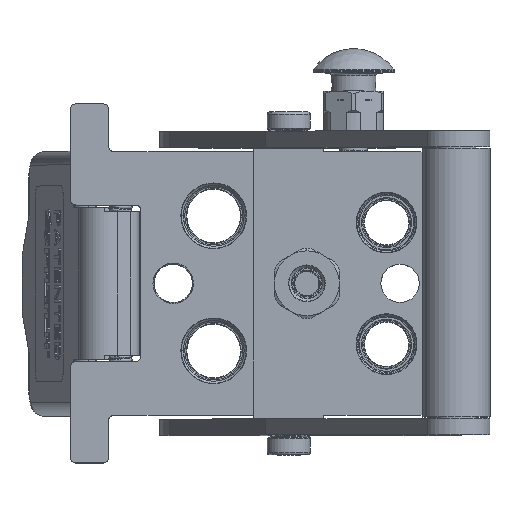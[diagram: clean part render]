
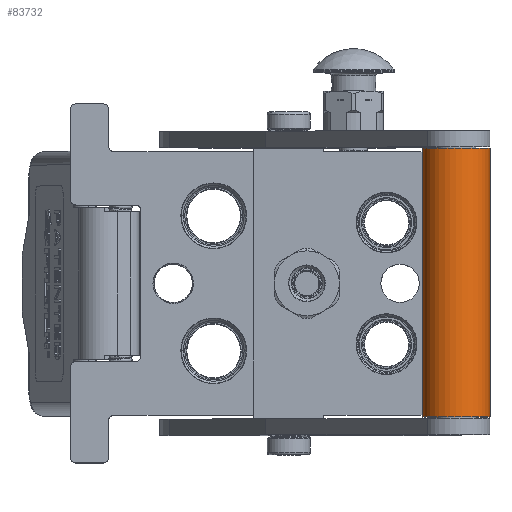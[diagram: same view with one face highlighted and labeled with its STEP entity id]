
A CAD part, top view. The second image highlights one B-rep face of the part: STEP entity #83732.
In plain terms, the highlighted cylindrical face has radius 12.5 mm (diameter 25 mm), a partial arc.
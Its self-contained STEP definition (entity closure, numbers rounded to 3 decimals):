
#7709 = DIRECTION ( 'NONE',  ( 0., 0., -1. ) ) ;
#12248 = FACE_OUTER_BOUND ( 'NONE', #41989, .T. ) ;
#12918 = ORIENTED_EDGE ( 'NONE', *, *, #39357, .T. ) ;
#13311 = CIRCLE ( 'NONE', #19134, 12.5 ) ;
#13743 = ORIENTED_EDGE ( 'NONE', *, *, #86531, .F. ) ;
#16225 = LINE ( 'NONE', #102803, #111721 ) ;
#19134 = AXIS2_PLACEMENT_3D ( 'NONE', #52352, #34367, #7709 ) ;
#21192 = CIRCLE ( 'NONE', #69125, 12.5 ) ;
#26207 = CARTESIAN_POINT ( 'NONE',  ( 104., 0., -12.5 ) ) ;
#30164 = LINE ( 'NONE', #30617, #75783 ) ;
#30232 = DIRECTION ( 'NONE',  ( -1., 0., 0. ) ) ;
#30617 = CARTESIAN_POINT ( 'NONE',  ( 104., 0., -12.5 ) ) ;
#33357 = EDGE_CURVE ( 'NONE', #107241, #85819, #16225, .T. ) ;
#34367 = DIRECTION ( 'NONE',  ( -1., 0., 0. ) ) ;
#36400 = DIRECTION ( 'NONE',  ( 0., 0., 1. ) ) ;
#39357 = EDGE_CURVE ( 'NONE', #62056, #107241, #21192, .T. ) ;
#41989 = EDGE_LOOP ( 'NONE', ( #12918, #109091, #62140, #13743 ) ) ;
#43483 = EDGE_CURVE ( 'NONE', #78837, #85819, #13311, .T. ) ;
#45163 = CARTESIAN_POINT ( 'NONE',  ( -5.425, 0., 0. ) ) ;
#52352 = CARTESIAN_POINT ( 'NONE',  ( 4.5, 0., 0. ) ) ;
#58711 = DIRECTION ( 'NONE',  ( 0., 0., -1. ) ) ;
#62056 = VERTEX_POINT ( 'NONE', #26207 ) ;
#62140 = ORIENTED_EDGE ( 'NONE', *, *, #43483, .F. ) ;
#69125 = AXIS2_PLACEMENT_3D ( 'NONE', #85442, #77457, #58711 ) ;
#75540 = CARTESIAN_POINT ( 'NONE',  ( 4.5, 0., 12.5 ) ) ;
#75783 = VECTOR ( 'NONE', #30232, 1000. ) ;
#77457 = DIRECTION ( 'NONE',  ( -1., 0., 0. ) ) ;
#78837 = VERTEX_POINT ( 'NONE', #117480 ) ;
#81843 = DIRECTION ( 'NONE',  ( -1., 0., 0. ) ) ;
#83732 = ADVANCED_FACE ( 'NONE', ( #12248 ), #102109, .T. ) ;
#85442 = CARTESIAN_POINT ( 'NONE',  ( 104., 0., 0. ) ) ;
#85819 = VERTEX_POINT ( 'NONE', #75540 ) ;
#86531 = EDGE_CURVE ( 'NONE', #62056, #78837, #30164, .T. ) ;
#94400 = DIRECTION ( 'NONE',  ( -1., 0., 0. ) ) ;
#102109 = CYLINDRICAL_SURFACE ( 'NONE', #115394, 12.5 ) ;
#102803 = CARTESIAN_POINT ( 'NONE',  ( 104., 0., 12.5 ) ) ;
#107241 = VERTEX_POINT ( 'NONE', #117478 ) ;
#109091 = ORIENTED_EDGE ( 'NONE', *, *, #33357, .T. ) ;
#111721 = VECTOR ( 'NONE', #94400, 1000. ) ;
#115394 = AXIS2_PLACEMENT_3D ( 'NONE', #45163, #81843, #36400 ) ;
#117478 = CARTESIAN_POINT ( 'NONE',  ( 104., 0., 12.5 ) ) ;
#117480 = CARTESIAN_POINT ( 'NONE',  ( 4.5, 0., -12.5 ) ) ;
